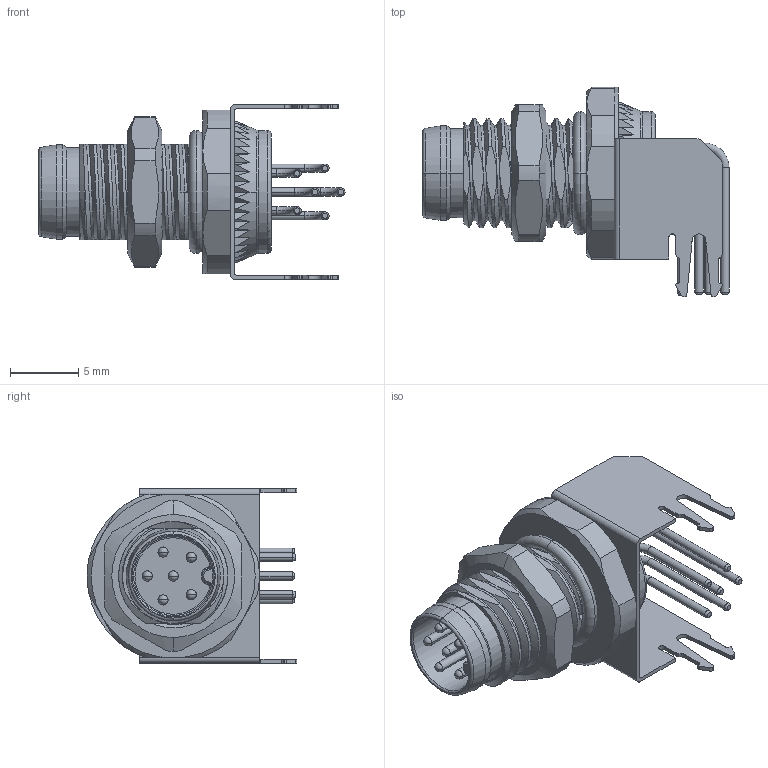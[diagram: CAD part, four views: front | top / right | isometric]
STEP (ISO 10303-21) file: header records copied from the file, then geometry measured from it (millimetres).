
FILE_DESCRIPTION((''),'2;1');
FILE_NAME('FM8ST0402-A06P104D00','2025-09-30T',('gongcheng16'),(''),'PRO/ENGINEER BY PARAMETRIC TECHNOLOGY CORPORATION, 2010280','PRO/ENGINEER BY PARAMETRIC TECHNOLOGY CORPORATION, 2010280','');
FILE_SCHEMA(('CONFIG_CONTROL_DESIGN'));
Length unit declared in the file: millimetre
Products named in the file (1): FM8ST0402-A06P104D00
Bounding box: 22.4 x 15.35 x 12.8 mm (x, y, z)
Volume: 287 mm3; surface area: 3037 mm2
Topology: 1 solids, 12 shells, 825 faces, 2247 edges, 1477 vertices
Faces by surface type: plane 366, cylinder 290, cone 82, bspline 43, torus 32, sphere 12
Entity records: 30464 total; most frequent: CARTESIAN_POINT 9681, ORIENTED_EDGE 4470, DIRECTION 4242, EDGE_CURVE 2235, AXIS2_PLACEMENT_3D 1606, VERTEX_POINT 1477, VECTOR 1030, LINE 1030
